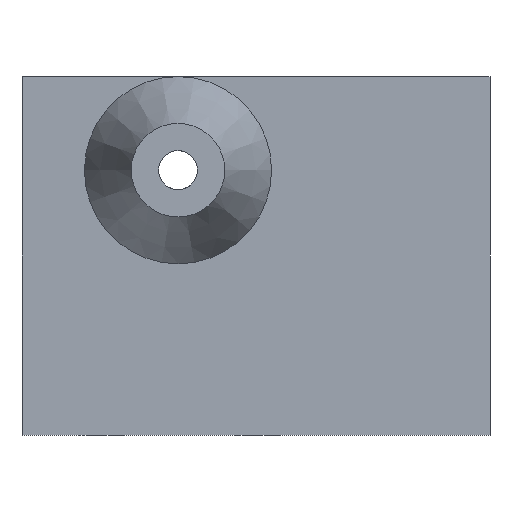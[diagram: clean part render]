
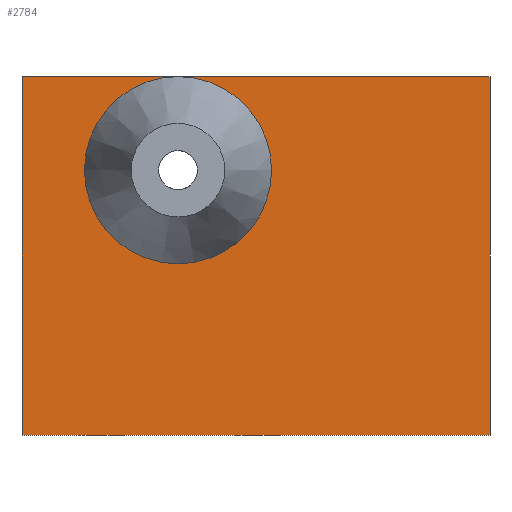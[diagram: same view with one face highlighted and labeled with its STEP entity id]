
A CAD part, left-side view. The second image highlights one B-rep face of the part: STEP entity #2784.
In plain terms, the highlighted planar face has unit normal (-1, 0, 0).
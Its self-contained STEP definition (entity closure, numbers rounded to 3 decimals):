
#22 = VERTEX_POINT('',#23);
#23 = CARTESIAN_POINT('',(-12.5,10.,0.));
#32 = PLANE('',#33);
#33 = AXIS2_PLACEMENT_3D('',#34,#35,#36);
#34 = CARTESIAN_POINT('',(-12.5,10.,0.));
#35 = DIRECTION('',(0.,1.,0.));
#36 = DIRECTION('',(1.,0.,0.));
#44 = PLANE('',#45);
#45 = AXIS2_PLACEMENT_3D('',#46,#47,#48);
#46 = CARTESIAN_POINT('',(0.,-5.,0.));
#47 = DIRECTION('',(-0.,-0.,-1.));
#48 = DIRECTION('',(-1.,0.,0.));
#56 = EDGE_CURVE('',#22,#57,#59,.T.);
#57 = VERTEX_POINT('',#58);
#58 = CARTESIAN_POINT('',(-12.5,10.,23.));
#59 = SURFACE_CURVE('',#60,(#64,#71),.PCURVE_S1.);
#60 = LINE('',#61,#62);
#61 = CARTESIAN_POINT('',(-12.5,10.,0.));
#62 = VECTOR('',#63,1.);
#63 = DIRECTION('',(0.,0.,1.));
#64 = PCURVE('',#32,#65);
#65 = DEFINITIONAL_REPRESENTATION('',(#66),#70);
#66 = LINE('',#67,#68);
#67 = CARTESIAN_POINT('',(0.,0.));
#68 = VECTOR('',#69,1.);
#69 = DIRECTION('',(0.,-1.));
#70 = ( GEOMETRIC_REPRESENTATION_CONTEXT(2) 
PARAMETRIC_REPRESENTATION_CONTEXT() REPRESENTATION_CONTEXT('2D SPACE',''
  ) );
#71 = PCURVE('',#72,#77);
#72 = PLANE('',#73);
#73 = AXIS2_PLACEMENT_3D('',#74,#75,#76);
#74 = CARTESIAN_POINT('',(-12.5,10.,0.));
#75 = DIRECTION('',(1.,0.,0.));
#76 = DIRECTION('',(0.,-1.,0.));
#77 = DEFINITIONAL_REPRESENTATION('',(#78),#82);
#78 = LINE('',#79,#80);
#79 = CARTESIAN_POINT('',(0.,0.));
#80 = VECTOR('',#81,1.);
#81 = DIRECTION('',(0.,-1.));
#82 = ( GEOMETRIC_REPRESENTATION_CONTEXT(2) 
PARAMETRIC_REPRESENTATION_CONTEXT() REPRESENTATION_CONTEXT('2D SPACE',''
  ) );
#100 = PLANE('',#101);
#101 = AXIS2_PLACEMENT_3D('',#102,#103,#104);
#102 = CARTESIAN_POINT('',(0.,-5.,23.));
#103 = DIRECTION('',(-0.,-0.,-1.));
#104 = DIRECTION('',(-1.,0.,0.));
#497 = VERTEX_POINT('',#498);
#498 = CARTESIAN_POINT('',(-12.5,-20.,0.));
#512 = PLANE('',#513);
#513 = AXIS2_PLACEMENT_3D('',#514,#515,#516);
#514 = CARTESIAN_POINT('',(12.5,-20.,0.));
#515 = DIRECTION('',(0.,-1.,0.));
#516 = DIRECTION('',(-1.,0.,0.));
#524 = EDGE_CURVE('',#22,#497,#525,.T.);
#525 = SURFACE_CURVE('',#526,(#530,#537),.PCURVE_S1.);
#526 = LINE('',#527,#528);
#527 = CARTESIAN_POINT('',(-12.5,10.,0.));
#528 = VECTOR('',#529,1.);
#529 = DIRECTION('',(0.,-1.,0.));
#530 = PCURVE('',#44,#531);
#531 = DEFINITIONAL_REPRESENTATION('',(#532),#536);
#532 = LINE('',#533,#534);
#533 = CARTESIAN_POINT('',(12.5,15.));
#534 = VECTOR('',#535,1.);
#535 = DIRECTION('',(0.,-1.));
#536 = ( GEOMETRIC_REPRESENTATION_CONTEXT(2) 
PARAMETRIC_REPRESENTATION_CONTEXT() REPRESENTATION_CONTEXT('2D SPACE',''
  ) );
#537 = PCURVE('',#72,#538);
#538 = DEFINITIONAL_REPRESENTATION('',(#539),#543);
#539 = LINE('',#540,#541);
#540 = CARTESIAN_POINT('',(0.,0.));
#541 = VECTOR('',#542,1.);
#542 = DIRECTION('',(1.,0.));
#543 = ( GEOMETRIC_REPRESENTATION_CONTEXT(2) 
PARAMETRIC_REPRESENTATION_CONTEXT() REPRESENTATION_CONTEXT('2D SPACE',''
  ) );
#2548 = EDGE_CURVE('',#57,#2549,#2551,.T.);
#2549 = VERTEX_POINT('',#2550);
#2550 = CARTESIAN_POINT('',(-12.5,0.,23.));
#2551 = SURFACE_CURVE('',#2552,(#2556,#2563),.PCURVE_S1.);
#2552 = LINE('',#2553,#2554);
#2553 = CARTESIAN_POINT('',(-12.5,10.,23.));
#2554 = VECTOR('',#2555,1.);
#2555 = DIRECTION('',(0.,-1.,0.));
#2556 = PCURVE('',#100,#2557);
#2557 = DEFINITIONAL_REPRESENTATION('',(#2558),#2562);
#2558 = LINE('',#2559,#2560);
#2559 = CARTESIAN_POINT('',(12.5,15.));
#2560 = VECTOR('',#2561,1.);
#2561 = DIRECTION('',(0.,-1.));
#2562 = ( GEOMETRIC_REPRESENTATION_CONTEXT(2) 
PARAMETRIC_REPRESENTATION_CONTEXT() REPRESENTATION_CONTEXT('2D SPACE',''
  ) );
#2563 = PCURVE('',#72,#2564);
#2564 = DEFINITIONAL_REPRESENTATION('',(#2565),#2569);
#2565 = LINE('',#2566,#2567);
#2566 = CARTESIAN_POINT('',(0.,-23.));
#2567 = VECTOR('',#2568,1.);
#2568 = DIRECTION('',(1.,0.));
#2569 = ( GEOMETRIC_REPRESENTATION_CONTEXT(2) 
PARAMETRIC_REPRESENTATION_CONTEXT() REPRESENTATION_CONTEXT('2D SPACE',''
  ) );
#2742 = VERTEX_POINT('',#2743);
#2743 = CARTESIAN_POINT('',(-12.5,-20.,23.));
#2764 = EDGE_CURVE('',#2549,#2742,#2765,.T.);
#2765 = SURFACE_CURVE('',#2766,(#2770,#2777),.PCURVE_S1.);
#2766 = LINE('',#2767,#2768);
#2767 = CARTESIAN_POINT('',(-12.5,10.,23.));
#2768 = VECTOR('',#2769,1.);
#2769 = DIRECTION('',(0.,-1.,0.));
#2770 = PCURVE('',#100,#2771);
#2771 = DEFINITIONAL_REPRESENTATION('',(#2772),#2776);
#2772 = LINE('',#2773,#2774);
#2773 = CARTESIAN_POINT('',(12.5,15.));
#2774 = VECTOR('',#2775,1.);
#2775 = DIRECTION('',(0.,-1.));
#2776 = ( GEOMETRIC_REPRESENTATION_CONTEXT(2) 
PARAMETRIC_REPRESENTATION_CONTEXT() REPRESENTATION_CONTEXT('2D SPACE',''
  ) );
#2777 = PCURVE('',#72,#2778);
#2778 = DEFINITIONAL_REPRESENTATION('',(#2779),#2783);
#2779 = LINE('',#2780,#2781);
#2780 = CARTESIAN_POINT('',(0.,-23.));
#2781 = VECTOR('',#2782,1.);
#2782 = DIRECTION('',(1.,0.));
#2783 = ( GEOMETRIC_REPRESENTATION_CONTEXT(2) 
PARAMETRIC_REPRESENTATION_CONTEXT() REPRESENTATION_CONTEXT('2D SPACE',''
  ) );
#2784 = ADVANCED_FACE('',(#2785,#2812),#72,.F.);
#2785 = FACE_BOUND('',#2786,.F.);
#2786 = EDGE_LOOP('',(#2787,#2788,#2789,#2790,#2791));
#2787 = ORIENTED_EDGE('',*,*,#524,.F.);
#2788 = ORIENTED_EDGE('',*,*,#56,.T.);
#2789 = ORIENTED_EDGE('',*,*,#2548,.T.);
#2790 = ORIENTED_EDGE('',*,*,#2764,.T.);
#2791 = ORIENTED_EDGE('',*,*,#2792,.F.);
#2792 = EDGE_CURVE('',#497,#2742,#2793,.T.);
#2793 = SURFACE_CURVE('',#2794,(#2798,#2805),.PCURVE_S1.);
#2794 = LINE('',#2795,#2796);
#2795 = CARTESIAN_POINT('',(-12.5,-20.,0.));
#2796 = VECTOR('',#2797,1.);
#2797 = DIRECTION('',(0.,0.,1.));
#2798 = PCURVE('',#72,#2799);
#2799 = DEFINITIONAL_REPRESENTATION('',(#2800),#2804);
#2800 = LINE('',#2801,#2802);
#2801 = CARTESIAN_POINT('',(30.,0.));
#2802 = VECTOR('',#2803,1.);
#2803 = DIRECTION('',(0.,-1.));
#2804 = ( GEOMETRIC_REPRESENTATION_CONTEXT(2) 
PARAMETRIC_REPRESENTATION_CONTEXT() REPRESENTATION_CONTEXT('2D SPACE',''
  ) );
#2805 = PCURVE('',#512,#2806);
#2806 = DEFINITIONAL_REPRESENTATION('',(#2807),#2811);
#2807 = LINE('',#2808,#2809);
#2808 = CARTESIAN_POINT('',(25.,0.));
#2809 = VECTOR('',#2810,1.);
#2810 = DIRECTION('',(0.,-1.));
#2811 = ( GEOMETRIC_REPRESENTATION_CONTEXT(2) 
PARAMETRIC_REPRESENTATION_CONTEXT() REPRESENTATION_CONTEXT('2D SPACE',''
  ) );
#2812 = FACE_BOUND('',#2813,.F.);
#2813 = EDGE_LOOP('',(#2814,#2847));
#2814 = ORIENTED_EDGE('',*,*,#2815,.T.);
#2815 = EDGE_CURVE('',#2816,#2549,#2818,.T.);
#2816 = VERTEX_POINT('',#2817);
#2817 = CARTESIAN_POINT('',(-12.5,-6.,17.));
#2818 = SURFACE_CURVE('',#2819,(#2824,#2835),.PCURVE_S1.);
#2819 = CIRCLE('',#2820,6.);
#2820 = AXIS2_PLACEMENT_3D('',#2821,#2822,#2823);
#2821 = CARTESIAN_POINT('',(-12.5,0.,17.));
#2822 = DIRECTION('',(-1.,0.,0.));
#2823 = DIRECTION('',(0.,-1.,0.));
#2824 = PCURVE('',#72,#2825);
#2825 = DEFINITIONAL_REPRESENTATION('',(#2826),#2834);
#2826 = ( BOUNDED_CURVE() B_SPLINE_CURVE(2,(#2827,#2828,#2829,#2830,
#2831,#2832,#2833),.UNSPECIFIED.,.T.,.F.) B_SPLINE_CURVE_WITH_KNOTS((1,2
    ,2,2,2,1),(-2.094,0.,2.094,4.189,
6.283,8.378),.UNSPECIFIED.) CURVE() 
GEOMETRIC_REPRESENTATION_ITEM() RATIONAL_B_SPLINE_CURVE((1.,0.5,1.,0.5,
1.,0.5,1.)) REPRESENTATION_ITEM('') );
#2827 = CARTESIAN_POINT('',(16.,-17.));
#2828 = CARTESIAN_POINT('',(16.,-27.392));
#2829 = CARTESIAN_POINT('',(7.,-22.196));
#2830 = CARTESIAN_POINT('',(-2.,-17.));
#2831 = CARTESIAN_POINT('',(7.,-11.804));
#2832 = CARTESIAN_POINT('',(16.,-6.608));
#2833 = CARTESIAN_POINT('',(16.,-17.));
#2834 = ( GEOMETRIC_REPRESENTATION_CONTEXT(2) 
PARAMETRIC_REPRESENTATION_CONTEXT() REPRESENTATION_CONTEXT('2D SPACE',''
  ) );
#2835 = PCURVE('',#2836,#2841);
#2836 = CONICAL_SURFACE('',#2837,6.,0.381);
#2837 = AXIS2_PLACEMENT_3D('',#2838,#2839,#2840);
#2838 = CARTESIAN_POINT('',(-12.5,0.,17.));
#2839 = DIRECTION('',(1.,0.,0.));
#2840 = DIRECTION('',(0.,-1.,0.));
#2841 = DEFINITIONAL_REPRESENTATION('',(#2842),#2846);
#2842 = LINE('',#2843,#2844);
#2843 = CARTESIAN_POINT('',(-0.,-0.));
#2844 = VECTOR('',#2845,1.);
#2845 = DIRECTION('',(-1.,-0.));
#2846 = ( GEOMETRIC_REPRESENTATION_CONTEXT(2) 
PARAMETRIC_REPRESENTATION_CONTEXT() REPRESENTATION_CONTEXT('2D SPACE',''
  ) );
#2847 = ORIENTED_EDGE('',*,*,#2848,.T.);
#2848 = EDGE_CURVE('',#2549,#2816,#2849,.T.);
#2849 = SURFACE_CURVE('',#2850,(#2855,#2866),.PCURVE_S1.);
#2850 = CIRCLE('',#2851,6.);
#2851 = AXIS2_PLACEMENT_3D('',#2852,#2853,#2854);
#2852 = CARTESIAN_POINT('',(-12.5,0.,17.));
#2853 = DIRECTION('',(-1.,0.,0.));
#2854 = DIRECTION('',(0.,-1.,0.));
#2855 = PCURVE('',#72,#2856);
#2856 = DEFINITIONAL_REPRESENTATION('',(#2857),#2865);
#2857 = ( BOUNDED_CURVE() B_SPLINE_CURVE(2,(#2858,#2859,#2860,#2861,
#2862,#2863,#2864),.UNSPECIFIED.,.T.,.F.) B_SPLINE_CURVE_WITH_KNOTS((1,2
    ,2,2,2,1),(-2.094,0.,2.094,4.189,
6.283,8.378),.UNSPECIFIED.) CURVE() 
GEOMETRIC_REPRESENTATION_ITEM() RATIONAL_B_SPLINE_CURVE((1.,0.5,1.,0.5,
1.,0.5,1.)) REPRESENTATION_ITEM('') );
#2858 = CARTESIAN_POINT('',(16.,-17.));
#2859 = CARTESIAN_POINT('',(16.,-27.392));
#2860 = CARTESIAN_POINT('',(7.,-22.196));
#2861 = CARTESIAN_POINT('',(-2.,-17.));
#2862 = CARTESIAN_POINT('',(7.,-11.804));
#2863 = CARTESIAN_POINT('',(16.,-6.608));
#2864 = CARTESIAN_POINT('',(16.,-17.));
#2865 = ( GEOMETRIC_REPRESENTATION_CONTEXT(2) 
PARAMETRIC_REPRESENTATION_CONTEXT() REPRESENTATION_CONTEXT('2D SPACE',''
  ) );
#2866 = PCURVE('',#2836,#2867);
#2867 = DEFINITIONAL_REPRESENTATION('',(#2868),#2872);
#2868 = LINE('',#2869,#2870);
#2869 = CARTESIAN_POINT('',(-0.,-0.));
#2870 = VECTOR('',#2871,1.);
#2871 = DIRECTION('',(-1.,-0.));
#2872 = ( GEOMETRIC_REPRESENTATION_CONTEXT(2) 
PARAMETRIC_REPRESENTATION_CONTEXT() REPRESENTATION_CONTEXT('2D SPACE',''
  ) );
